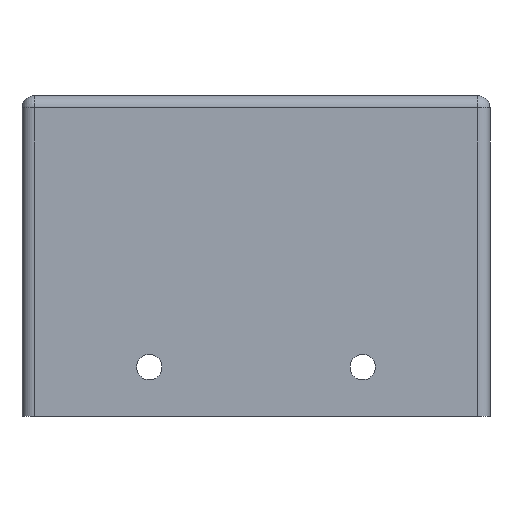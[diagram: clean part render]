
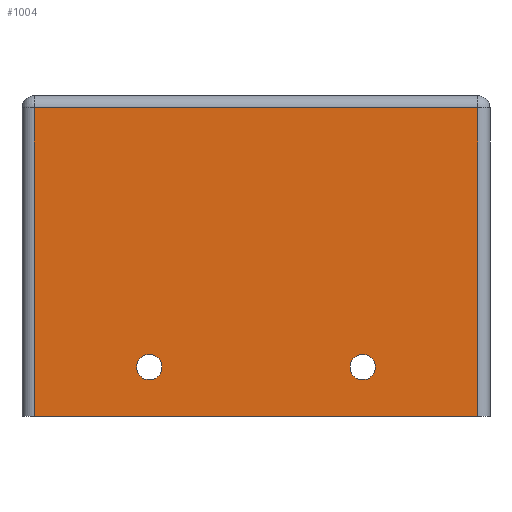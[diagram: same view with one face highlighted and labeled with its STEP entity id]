
A CAD part, left-side view. The second image highlights one B-rep face of the part: STEP entity #1004.
In plain terms, the highlighted planar face has unit normal (-1, 0, 0).
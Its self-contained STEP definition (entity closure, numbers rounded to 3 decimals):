
#19=FACE_BOUND('',#145,.T.);
#20=FACE_BOUND('',#146,.T.);
#29=PLANE('',#1096);
#86=FACE_OUTER_BOUND('',#144,.T.);
#144=EDGE_LOOP('',(#795,#796,#797,#798));
#145=EDGE_LOOP('',(#799));
#146=EDGE_LOOP('',(#800));
#189=LINE('',#1439,#309);
#208=LINE('',#1503,#328);
#209=LINE('',#1507,#329);
#239=LINE('',#1568,#359);
#309=VECTOR('',#1165,10.);
#328=VECTOR('',#1236,10.);
#329=VECTOR('',#1241,10.);
#359=VECTOR('',#1275,10.);
#426=CIRCLE('',#1055,1.55);
#430=CIRCLE('',#1061,1.55);
#450=VERTEX_POINT('',#1413);
#454=VERTEX_POINT('',#1425);
#458=VERTEX_POINT('',#1436);
#459=VERTEX_POINT('',#1438);
#478=VERTEX_POINT('',#1502);
#479=VERTEX_POINT('',#1506);
#543=EDGE_CURVE('',#450,#450,#426,.T.);
#549=EDGE_CURVE('',#454,#454,#430,.T.);
#554=EDGE_CURVE('',#458,#459,#189,.T.);
#586=EDGE_CURVE('',#459,#478,#208,.T.);
#588=EDGE_CURVE('',#478,#479,#209,.T.);
#619=EDGE_CURVE('',#479,#458,#239,.T.);
#795=ORIENTED_EDGE('',*,*,#554,.F.);
#796=ORIENTED_EDGE('',*,*,#619,.F.);
#797=ORIENTED_EDGE('',*,*,#588,.F.);
#798=ORIENTED_EDGE('',*,*,#586,.F.);
#799=ORIENTED_EDGE('',*,*,#543,.T.);
#800=ORIENTED_EDGE('',*,*,#549,.T.);
#1004=ADVANCED_FACE('',(#86,#19,#20),#29,.T.);
#1055=AXIS2_PLACEMENT_3D('',#1415,#1138,#1139);
#1061=AXIS2_PLACEMENT_3D('',#1427,#1152,#1153);
#1096=AXIS2_PLACEMENT_3D('',#1567,#1273,#1274);
#1138=DIRECTION('center_axis',(1.,0.,0.));
#1139=DIRECTION('ref_axis',(0.,1.,0.));
#1152=DIRECTION('center_axis',(1.,0.,0.));
#1153=DIRECTION('ref_axis',(0.,1.,0.));
#1165=DIRECTION('',(0.,-1.,0.));
#1236=DIRECTION('',(0.,0.,-1.));
#1241=DIRECTION('',(0.,1.,0.));
#1273=DIRECTION('center_axis',(-1.,0.,0.));
#1274=DIRECTION('ref_axis',(0.,-1.,0.));
#1275=DIRECTION('',(0.,0.,1.));
#1413=CARTESIAN_POINT('',(-49.,-14.55,9.5));
#1415=CARTESIAN_POINT('Origin',(-49.,-13.,9.5));
#1425=CARTESIAN_POINT('',(-49.,11.45,9.5));
#1427=CARTESIAN_POINT('Origin',(-49.,13.,9.5));
#1436=CARTESIAN_POINT('',(-49.,27.,41.062));
#1438=CARTESIAN_POINT('',(-49.,-27.,41.062));
#1439=CARTESIAN_POINT('',(-49.,14.25,41.062));
#1502=CARTESIAN_POINT('',(-49.,-27.,3.5));
#1503=CARTESIAN_POINT('',(-49.,-27.,40.562));
#1506=CARTESIAN_POINT('',(-49.,27.,3.5));
#1507=CARTESIAN_POINT('',(-49.,-28.5,3.5));
#1567=CARTESIAN_POINT('Origin',(-49.,28.5,40.562));
#1568=CARTESIAN_POINT('',(-49.,27.,40.562));
